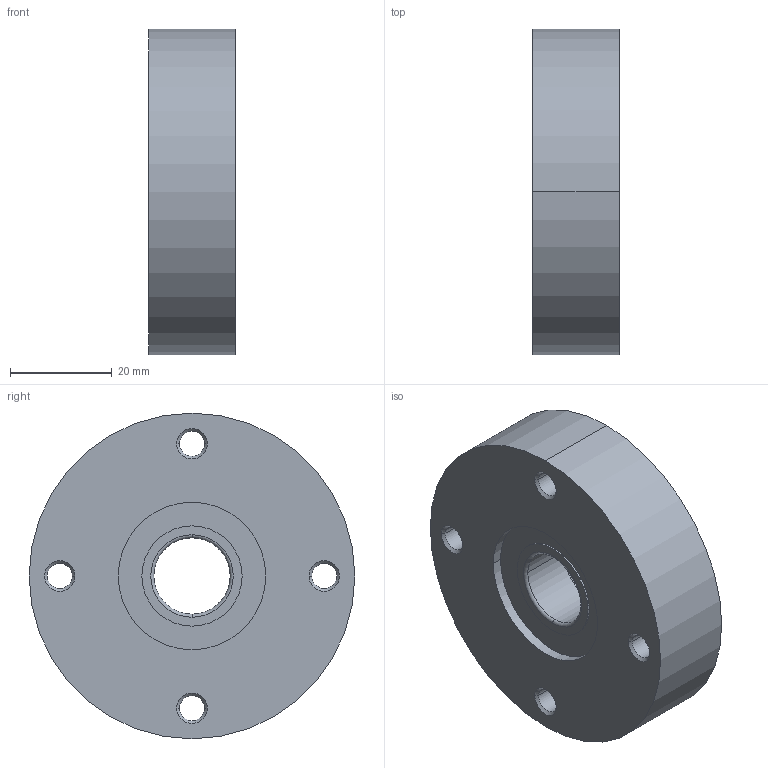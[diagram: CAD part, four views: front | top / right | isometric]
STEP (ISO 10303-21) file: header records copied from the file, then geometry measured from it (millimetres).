
FILE_DESCRIPTION( ( '' ), '1' );
FILE_NAME( 'BGRAB6202ZZ.stp', '2020-11-08T11:46:02', ( '' ), ( '' ), ' ', ' ', ' ' );
FILE_SCHEMA( ( 'CONFIG_CONTROL_DESIGN' ) );
Length unit declared in the file: millimetre
Products named in the file (3): 1; 2; 3
Bounding box: 17 x 64 x 64 mm (x, y, z)
Volume: 44896.1 mm3; surface area: 16033.2 mm2
Topology: 3 solids, 3 shells, 89 faces, 203 edges, 131 vertices
Faces by surface type: cylinder 48, plane 19, cone 16, torus 6
Entity records: 2730 total; most frequent: DIRECTION 520, CARTESIAN_POINT 426, ORIENTED_EDGE 406, AXIS2_PLACEMENT_3D 225, EDGE_CURVE 203, CIRCLE 133, VERTEX_POINT 131, EDGE_LOOP 116
